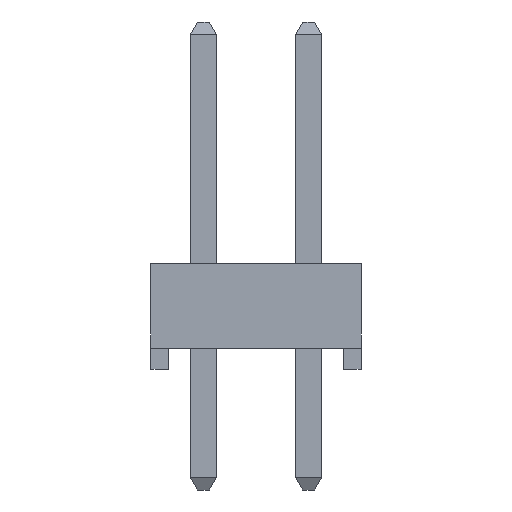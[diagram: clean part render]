
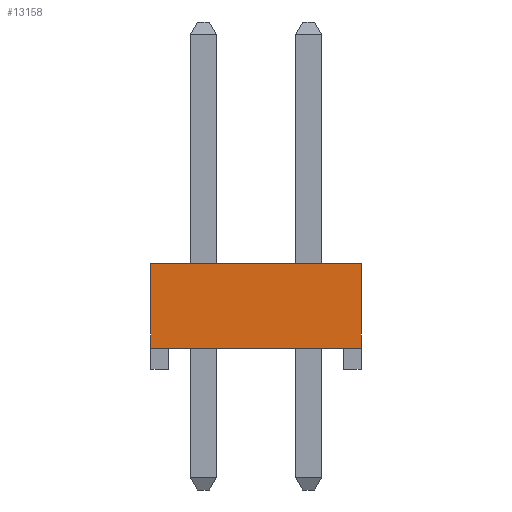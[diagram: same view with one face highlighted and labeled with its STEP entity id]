
A CAD part, left-side view. The second image highlights one B-rep face of the part: STEP entity #13158.
In plain terms, the highlighted planar face has unit normal (-1, 0, 0).
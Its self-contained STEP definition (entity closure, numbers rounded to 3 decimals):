
#114=FACE_OUTER_BOUND($,#970,.T.);
#970=EDGE_LOOP($,(#8627,#8628,#8629,#8630));
#1839=LINE($,#18660,#3699);
#1851=LINE($,#18685,#3711);
#1852=LINE($,#18686,#3712);
#1853=LINE($,#18687,#3713);
#3699=VECTOR($,#15080,5.08);
#3711=VECTOR($,#15094,5.08);
#3712=VECTOR($,#15095,2.032);
#3713=VECTOR($,#15096,2.032);
#5551=VERTEX_POINT($,#18657);
#5552=VERTEX_POINT($,#18659);
#5563=VERTEX_POINT($,#18683);
#5564=VERTEX_POINT($,#18684);
#6735=EDGE_CURVE($,#5551,#5552,#1839,.T.);
#6747=EDGE_CURVE($,#5563,#5564,#1851,.T.);
#6748=EDGE_CURVE($,#5552,#5564,#1852,.T.);
#6749=EDGE_CURVE($,#5563,#5551,#1853,.T.);
#8627=ORIENTED_EDGE($,*,*,#6747,.T.);
#8628=ORIENTED_EDGE($,*,*,#6748,.F.);
#8629=ORIENTED_EDGE($,*,*,#6735,.F.);
#8630=ORIENTED_EDGE($,*,*,#6749,.F.);
#12302=PLANE($,#14187);
#13158=ADVANCED_FACE($,(#114),#12302,.F.);
#14187=AXIS2_PLACEMENT_3D($,#18682,#15092,#15093);
#15080=DIRECTION($,(0.,1.,0.));
#15092=DIRECTION('center_axis',(1.,0.,0.));
#15093=DIRECTION('ref_axis',(0.,1.,0.));
#15094=DIRECTION($,(0.,1.,0.));
#15095=DIRECTION($,(0.,0.,1.));
#15096=DIRECTION($,(0.,0.,-1.));
#18657=CARTESIAN_POINT('',(-15.24,-2.54,0.508));
#18659=CARTESIAN_POINT('',(-15.24,2.54,0.508));
#18660=CARTESIAN_POINT($,(-15.24,0.,0.508));
#18682=CARTESIAN_POINT('Origin',(-15.24,0.,1.524));
#18683=CARTESIAN_POINT('',(-15.24,-2.54,2.54));
#18684=CARTESIAN_POINT('',(-15.24,2.54,2.54));
#18685=CARTESIAN_POINT($,(-15.24,0.,2.54));
#18686=CARTESIAN_POINT($,(-15.24,2.54,1.524));
#18687=CARTESIAN_POINT($,(-15.24,-2.54,1.524));
